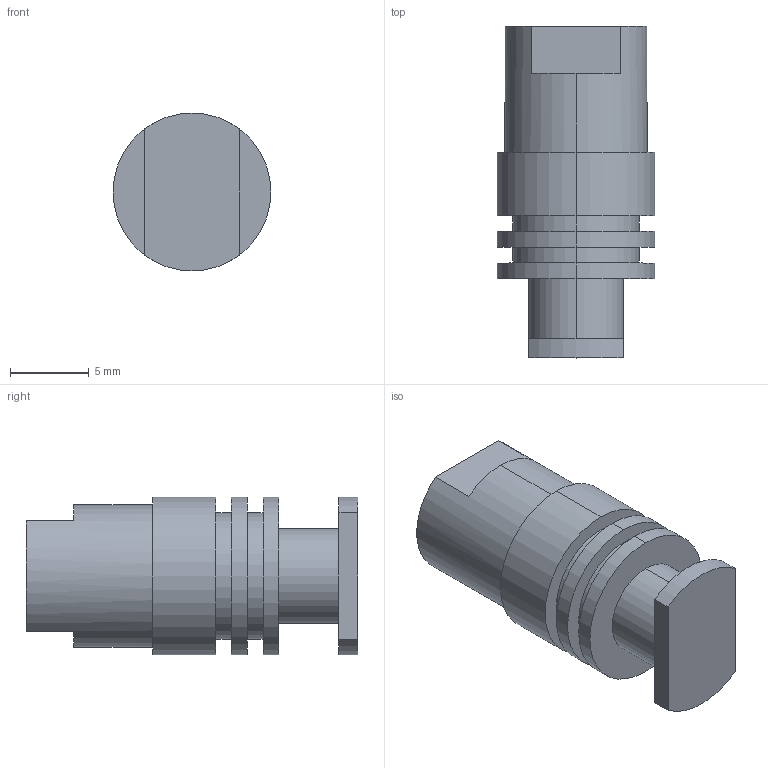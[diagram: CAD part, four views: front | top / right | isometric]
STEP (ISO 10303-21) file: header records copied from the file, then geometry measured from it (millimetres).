
FILE_DESCRIPTION (( 'STEP AP214' ), '1' );
FILE_NAME ('2_Husillo.STEP', '2020-08-07T19:55:08', ( '' ), ( '' ), 'SwSTEP 2.0', 'SolidWorks 2020', '' );
FILE_SCHEMA (( 'AUTOMOTIVE_DESIGN' ));
Length unit declared in the file: millimetre
Products named in the file (1): 2_Husillo
Bounding box: 10 x 21 x 10 mm (x, y, z)
Volume: 1175.7 mm3; surface area: 961.2 mm2
Topology: 1 solids, 1 shells, 37 faces, 83 edges, 53 vertices
Faces by surface type: cylinder 19, plane 16, cone 2
Entity records: 1091 total; most frequent: DIRECTION 201, CARTESIAN_POINT 172, ORIENTED_EDGE 162, AXIS2_PLACEMENT_3D 82, EDGE_CURVE 81, VERTEX_POINT 53, EDGE_LOOP 44, CIRCLE 44
